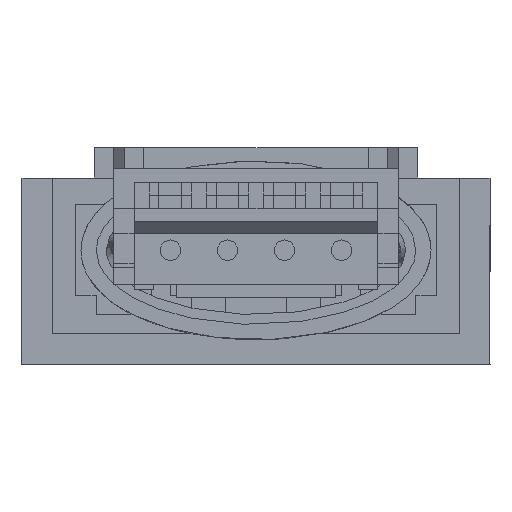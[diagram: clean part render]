
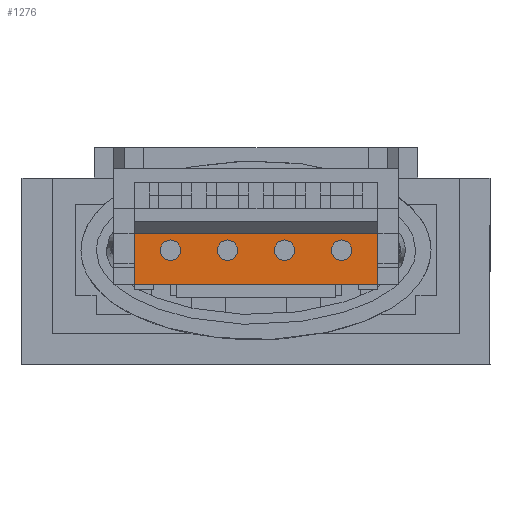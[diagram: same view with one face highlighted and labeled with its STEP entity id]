
A CAD part, front view. The second image highlights one B-rep face of the part: STEP entity #1276.
In plain terms, the highlighted face is planar.
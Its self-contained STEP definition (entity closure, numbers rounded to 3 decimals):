
#128 = VERTEX_POINT ( 'NONE', #9010 ) ;
#310 = EDGE_LOOP ( 'NONE', ( #2569, #5281 ) ) ;
#362 = CARTESIAN_POINT ( 'NONE',  ( -0.75, -0.275, 0.9 ) ) ;
#378 = CARTESIAN_POINT ( 'NONE',  ( -3.2, 0.9, 0.9 ) ) ;
#553 = CARTESIAN_POINT ( 'NONE',  ( -3.75, 0.9, 0.9 ) ) ;
#727 = VERTEX_POINT ( 'NONE', #4281 ) ;
#779 = VERTEX_POINT ( 'NONE', #5388 ) ;
#780 = CIRCLE ( 'NONE', #5084, 0.275 ) ;
#949 = EDGE_CURVE ( 'NONE', #128, #4608, #2583, .T. ) ;
#1070 = CARTESIAN_POINT ( 'NONE',  ( 3.2, 0.9, 0.9 ) ) ;
#1134 = DIRECTION ( 'NONE',  ( -1., 0., 0. ) ) ;
#1260 = DIRECTION ( 'NONE',  ( 0., 0., 1. ) ) ;
#1276 = ADVANCED_FACE ( 'NONE', ( #5902, #3607, #10778, #11088, #8192 ), #3429, .F. ) ;
#1343 = DIRECTION ( 'NONE',  ( -1., 0., 0. ) ) ;
#1534 = DIRECTION ( 'NONE',  ( 0., 1., 0. ) ) ;
#1734 = LINE ( 'NONE', #8188, #4339 ) ;
#1851 = VERTEX_POINT ( 'NONE', #5146 ) ;
#1893 = EDGE_CURVE ( 'NONE', #11660, #7980, #1734, .T. ) ;
#2121 = ORIENTED_EDGE ( 'NONE', *, *, #2148, .F. ) ;
#2148 = EDGE_CURVE ( 'NONE', #779, #5836, #5850, .T. ) ;
#2175 = DIRECTION ( 'NONE',  ( 0., 0., 1. ) ) ;
#2194 = CIRCLE ( 'NONE', #8688, 0.275 ) ;
#2264 = EDGE_LOOP ( 'NONE', ( #12458, #6127 ) ) ;
#2420 = AXIS2_PLACEMENT_3D ( 'NONE', #3422, #10235, #4397 ) ;
#2542 = VECTOR ( 'NONE', #7240, 1000. ) ;
#2569 = ORIENTED_EDGE ( 'NONE', *, *, #4595, .F. ) ;
#2583 = CIRCLE ( 'NONE', #11901, 0.275 ) ;
#2956 = ORIENTED_EDGE ( 'NONE', *, *, #11466, .F. ) ;
#3090 = DIRECTION ( 'NONE',  ( 0., 0., 1. ) ) ;
#3135 = CIRCLE ( 'NONE', #2420, 0.275 ) ;
#3162 = LINE ( 'NONE', #3317, #2542 ) ;
#3317 = CARTESIAN_POINT ( 'NONE',  ( -3.2, 0.9, 0.9 ) ) ;
#3422 = CARTESIAN_POINT ( 'NONE',  ( 0.75, 0., 0.9 ) ) ;
#3429 = PLANE ( 'NONE',  #4885 ) ;
#3607 = FACE_BOUND ( 'NONE', #310, .T. ) ;
#3752 = VERTEX_POINT ( 'NONE', #362 ) ;
#3961 = LINE ( 'NONE', #9402, #8861 ) ;
#4241 = AXIS2_PLACEMENT_3D ( 'NONE', #4558, #11385, #5535 ) ;
#4281 = CARTESIAN_POINT ( 'NONE',  ( -0.75, 0.275, 0.9 ) ) ;
#4339 = VECTOR ( 'NONE', #1343, 1000. ) ;
#4365 = EDGE_LOOP ( 'NONE', ( #4482, #9038 ) ) ;
#4397 = DIRECTION ( 'NONE',  ( 0., -1., 0. ) ) ;
#4482 = ORIENTED_EDGE ( 'NONE', *, *, #11204, .F. ) ;
#4489 = DIRECTION ( 'NONE',  ( 0., 0., 1. ) ) ;
#4558 = CARTESIAN_POINT ( 'NONE',  ( 2.25, 0., 0.9 ) ) ;
#4595 = EDGE_CURVE ( 'NONE', #9666, #5451, #8113, .T. ) ;
#4608 = VERTEX_POINT ( 'NONE', #7820 ) ;
#4885 = AXIS2_PLACEMENT_3D ( 'NONE', #553, #7388, #1534 ) ;
#4943 = DIRECTION ( 'NONE',  ( 0., 0., 1. ) ) ;
#5084 = AXIS2_PLACEMENT_3D ( 'NONE', #7124, #1260, #8110 ) ;
#5146 = CARTESIAN_POINT ( 'NONE',  ( 0.75, 0.275, 0.9 ) ) ;
#5245 = DIRECTION ( 'NONE',  ( 0., 0., 1. ) ) ;
#5277 = CARTESIAN_POINT ( 'NONE',  ( -3.75, -0.45, 0.9 ) ) ;
#5281 = ORIENTED_EDGE ( 'NONE', *, *, #6146, .F. ) ;
#5388 = CARTESIAN_POINT ( 'NONE',  ( 3.2, -0.45, 0.9 ) ) ;
#5451 = VERTEX_POINT ( 'NONE', #7992 ) ;
#5473 = ORIENTED_EDGE ( 'NONE', *, *, #12358, .F. ) ;
#5492 = CARTESIAN_POINT ( 'NONE',  ( 2.25, -0.275, 0.9 ) ) ;
#5535 = DIRECTION ( 'NONE',  ( 0., -1., 0. ) ) ;
#5735 = EDGE_CURVE ( 'NONE', #7088, #1851, #8164, .T. ) ;
#5836 = VERTEX_POINT ( 'NONE', #6911 ) ;
#5850 = LINE ( 'NONE', #5277, #11035 ) ;
#5902 = FACE_OUTER_BOUND ( 'NONE', #8191, .T. ) ;
#6127 = ORIENTED_EDGE ( 'NONE', *, *, #7931, .F. ) ;
#6146 = EDGE_CURVE ( 'NONE', #5451, #9666, #7744, .T. ) ;
#6418 = AXIS2_PLACEMENT_3D ( 'NONE', #10325, #4489, #11332 ) ;
#6911 = CARTESIAN_POINT ( 'NONE',  ( -3.2, -0.45, 0.9 ) ) ;
#7088 = VERTEX_POINT ( 'NONE', #9944 ) ;
#7124 = CARTESIAN_POINT ( 'NONE',  ( -2.25, 0., 0.9 ) ) ;
#7139 = CIRCLE ( 'NONE', #8548, 0.275 ) ;
#7189 = EDGE_CURVE ( 'NONE', #727, #3752, #2194, .T. ) ;
#7240 = DIRECTION ( 'NONE',  ( 0., 1., 0. ) ) ;
#7287 = ORIENTED_EDGE ( 'NONE', *, *, #1893, .T. ) ;
#7388 = DIRECTION ( 'NONE',  ( 0., 0., -1. ) ) ;
#7744 = CIRCLE ( 'NONE', #4241, 0.275 ) ;
#7820 = CARTESIAN_POINT ( 'NONE',  ( -2.25, 0.275, 0.9 ) ) ;
#7875 = AXIS2_PLACEMENT_3D ( 'NONE', #8038, #2175, #9020 ) ;
#7931 = EDGE_CURVE ( 'NONE', #4608, #128, #780, .T. ) ;
#7980 = VERTEX_POINT ( 'NONE', #378 ) ;
#7992 = CARTESIAN_POINT ( 'NONE',  ( 2.25, 0.275, 0.9 ) ) ;
#8038 = CARTESIAN_POINT ( 'NONE',  ( 2.25, 0., 0.9 ) ) ;
#8110 = DIRECTION ( 'NONE',  ( 0., -1., 0. ) ) ;
#8113 = CIRCLE ( 'NONE', #7875, 0.275 ) ;
#8152 = EDGE_LOOP ( 'NONE', ( #8646, #12372 ) ) ;
#8164 = CIRCLE ( 'NONE', #6418, 0.275 ) ;
#8188 = CARTESIAN_POINT ( 'NONE',  ( -3.75, 0.9, 0.9 ) ) ;
#8191 = EDGE_LOOP ( 'NONE', ( #7287, #2956, #2121, #5473 ) ) ;
#8192 = FACE_BOUND ( 'NONE', #2264, .T. ) ;
#8548 = AXIS2_PLACEMENT_3D ( 'NONE', #10779, #4943, #11768 ) ;
#8646 = ORIENTED_EDGE ( 'NONE', *, *, #5735, .F. ) ;
#8688 = AXIS2_PLACEMENT_3D ( 'NONE', #11097, #5245, #12059 ) ;
#8861 = VECTOR ( 'NONE', #10364, 1000. ) ;
#8937 = CARTESIAN_POINT ( 'NONE',  ( -2.25, 0., 0.9 ) ) ;
#9010 = CARTESIAN_POINT ( 'NONE',  ( -2.25, -0.275, 0.9 ) ) ;
#9020 = DIRECTION ( 'NONE',  ( 0., -1., 0. ) ) ;
#9038 = ORIENTED_EDGE ( 'NONE', *, *, #7189, .F. ) ;
#9040 = EDGE_CURVE ( 'NONE', #1851, #7088, #3135, .T. ) ;
#9402 = CARTESIAN_POINT ( 'NONE',  ( 3.2, 0.9, 0.9 ) ) ;
#9666 = VERTEX_POINT ( 'NONE', #5492 ) ;
#9907 = DIRECTION ( 'NONE',  ( 0., -1., 0. ) ) ;
#9944 = CARTESIAN_POINT ( 'NONE',  ( 0.75, -0.275, 0.9 ) ) ;
#10235 = DIRECTION ( 'NONE',  ( 0., 0., 1. ) ) ;
#10325 = CARTESIAN_POINT ( 'NONE',  ( 0.75, 0., 0.9 ) ) ;
#10364 = DIRECTION ( 'NONE',  ( 0., -1., 0. ) ) ;
#10778 = FACE_BOUND ( 'NONE', #8152, .T. ) ;
#10779 = CARTESIAN_POINT ( 'NONE',  ( -0.75, 0., 0.9 ) ) ;
#11035 = VECTOR ( 'NONE', #1134, 1000. ) ;
#11088 = FACE_BOUND ( 'NONE', #4365, .T. ) ;
#11097 = CARTESIAN_POINT ( 'NONE',  ( -0.75, 0., 0.9 ) ) ;
#11204 = EDGE_CURVE ( 'NONE', #3752, #727, #7139, .T. ) ;
#11332 = DIRECTION ( 'NONE',  ( 0., -1., 0. ) ) ;
#11385 = DIRECTION ( 'NONE',  ( 0., 0., 1. ) ) ;
#11466 = EDGE_CURVE ( 'NONE', #5836, #7980, #3162, .T. ) ;
#11660 = VERTEX_POINT ( 'NONE', #1070 ) ;
#11768 = DIRECTION ( 'NONE',  ( 0., -1., 0. ) ) ;
#11901 = AXIS2_PLACEMENT_3D ( 'NONE', #8937, #3090, #9907 ) ;
#12059 = DIRECTION ( 'NONE',  ( 0., -1., 0. ) ) ;
#12358 = EDGE_CURVE ( 'NONE', #11660, #779, #3961, .T. ) ;
#12372 = ORIENTED_EDGE ( 'NONE', *, *, #9040, .F. ) ;
#12458 = ORIENTED_EDGE ( 'NONE', *, *, #949, .F. ) ;
